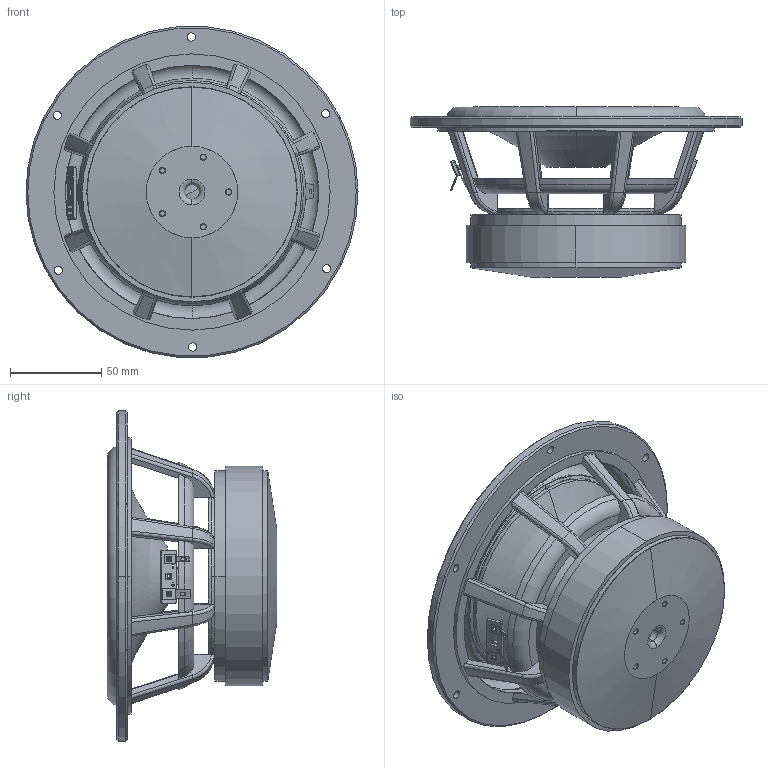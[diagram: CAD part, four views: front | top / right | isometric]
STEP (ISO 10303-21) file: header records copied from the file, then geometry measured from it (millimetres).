
FILE_DESCRIPTION (( 'STEP AP203' ), '1' );
FILE_NAME ('6FHMX4-064 3D Drawing.STEP', '2023-04-03T08:30:44', ( '' ), ( '' ), 'SwSTEP 2.0', 'SolidWorks 2020', '' );
FILE_SCHEMA (( 'CONFIG_CONTROL_DESIGN' ));
Length unit declared in the file: millimetre
Products named in the file (1): 6FHMX4-064 3D Drawing
Bounding box: 181.5 x 92.89 x 180.93 mm (x, y, z)
Surface area: 152690.8 mm2 (no closed solid volume)
Topology: 0 solids, 18 shells, 337 faces, 1166 edges, 810 vertices
Faces by surface type: cylinder 100, plane 96, cone 58, torus 47, bspline 34, sphere 2
Entity records: 15359 total; most frequent: CARTESIAN_POINT 5437, DIRECTION 2060, ORIENTED_EDGE 1936, EDGE_CURVE 1166, VERTEX_POINT 810, AXIS2_PLACEMENT_3D 796, CIRCLE 492, VECTOR 468
